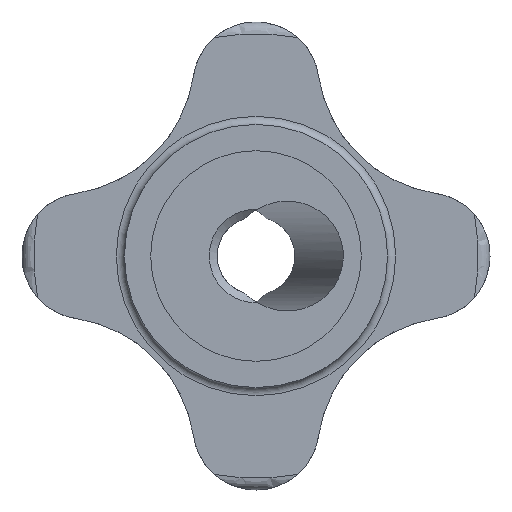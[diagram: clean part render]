
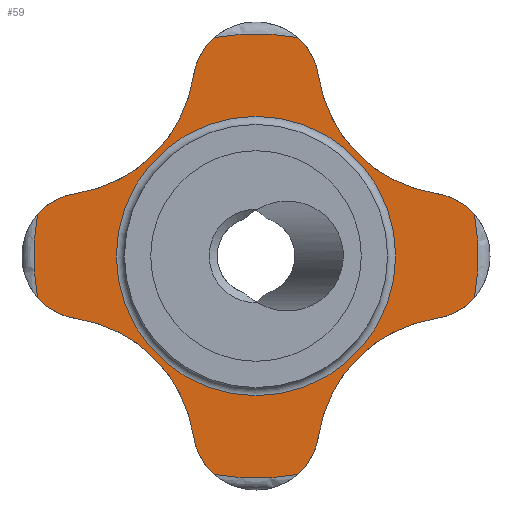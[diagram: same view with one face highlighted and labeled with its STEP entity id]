
A CAD part, front view. The second image highlights one B-rep face of the part: STEP entity #59.
In plain terms, the highlighted planar face has unit normal (0, -1, 0).
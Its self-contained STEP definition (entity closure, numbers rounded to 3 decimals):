
#59 = ADVANCED_FACE( '', ( #135, #136 ), #137, .T. );
#135 = FACE_OUTER_BOUND( '', #231, .T. );
#136 = FACE_BOUND( '', #232, .T. );
#137 = PLANE( '', #233 );
#231 = EDGE_LOOP( '', ( #359, #360, #361, #362, #363, #364, #365, #366, #367, #368, #369, #370, #371, #372, #373, #374 ) );
#232 = EDGE_LOOP( '', ( #375 ) );
#233 = AXIS2_PLACEMENT_3D( '', #376, #377, #378 );
#359 = ORIENTED_EDGE( '', *, *, #591, .F. );
#360 = ORIENTED_EDGE( '', *, *, #592, .T. );
#361 = ORIENTED_EDGE( '', *, *, #593, .F. );
#362 = ORIENTED_EDGE( '', *, *, #563, .T. );
#363 = ORIENTED_EDGE( '', *, *, #594, .F. );
#364 = ORIENTED_EDGE( '', *, *, #595, .T. );
#365 = ORIENTED_EDGE( '', *, *, #596, .F. );
#366 = ORIENTED_EDGE( '', *, *, #597, .T. );
#367 = ORIENTED_EDGE( '', *, *, #598, .F. );
#368 = ORIENTED_EDGE( '', *, *, #599, .T. );
#369 = ORIENTED_EDGE( '', *, *, #600, .F. );
#370 = ORIENTED_EDGE( '', *, *, #601, .T. );
#371 = ORIENTED_EDGE( '', *, *, #582, .F. );
#372 = ORIENTED_EDGE( '', *, *, #602, .T. );
#373 = ORIENTED_EDGE( '', *, *, #587, .F. );
#374 = ORIENTED_EDGE( '', *, *, #603, .T. );
#375 = ORIENTED_EDGE( '', *, *, #604, .F. );
#376 = CARTESIAN_POINT( '', ( 11.938, 15.375, 0. ) );
#377 = DIRECTION( '', ( 0., -1., 0. ) );
#378 = DIRECTION( '', ( 0., 0., -1. ) );
#563 = EDGE_CURVE( '', #661, #665, #667, .F. );
#582 = EDGE_CURVE( '', #700, #701, #702, .F. );
#587 = EDGE_CURVE( '', #707, #709, #710, .F. );
#591 = EDGE_CURVE( '', #715, #716, #717, .F. );
#592 = EDGE_CURVE( '', #715, #718, #719, .T. );
#593 = EDGE_CURVE( '', #661, #718, #720, .F. );
#594 = EDGE_CURVE( '', #721, #665, #722, .F. );
#595 = EDGE_CURVE( '', #721, #723, #724, .T. );
#596 = EDGE_CURVE( '', #725, #723, #726, .F. );
#597 = EDGE_CURVE( '', #725, #727, #728, .F. );
#598 = EDGE_CURVE( '', #729, #727, #730, .F. );
#599 = EDGE_CURVE( '', #729, #731, #732, .T. );
#600 = EDGE_CURVE( '', #733, #731, #734, .F. );
#601 = EDGE_CURVE( '', #733, #701, #735, .F. );
#602 = EDGE_CURVE( '', #700, #709, #736, .T. );
#603 = EDGE_CURVE( '', #707, #716, #737, .F. );
#604 = EDGE_CURVE( '', #738, #738, #739, .T. );
#661 = VERTEX_POINT( '', #831 );
#665 = VERTEX_POINT( '', #857 );
#667 = CIRCLE( '', #860, 12. );
#700 = VERTEX_POINT( '', #1099 );
#701 = VERTEX_POINT( '', #1100 );
#702 = CIRCLE( '', #1101, 5.4 );
#707 = VERTEX_POINT( '', #1129 );
#709 = VERTEX_POINT( '', #1132 );
#710 = CIRCLE( '', #1133, 5.4 );
#715 = VERTEX_POINT( '', #1158 );
#716 = VERTEX_POINT( '', #1159 );
#717 = CIRCLE( '', #1160, 5.4 );
#718 = VERTEX_POINT( '', #1161 );
#719 = CIRCLE( '', #1162, 19. );
#720 = CIRCLE( '', #1163, 5.4 );
#721 = VERTEX_POINT( '', #1164 );
#722 = CIRCLE( '', #1165, 5.4 );
#723 = VERTEX_POINT( '', #1166 );
#724 = CIRCLE( '', #1167, 19. );
#725 = VERTEX_POINT( '', #1168 );
#726 = CIRCLE( '', #1169, 5.4 );
#727 = VERTEX_POINT( '', #1170 );
#728 = CIRCLE( '', #1171, 12. );
#729 = VERTEX_POINT( '', #1172 );
#730 = CIRCLE( '', #1173, 5.4 );
#731 = VERTEX_POINT( '', #1174 );
#732 = CIRCLE( '', #1175, 19. );
#733 = VERTEX_POINT( '', #1176 );
#734 = CIRCLE( '', #1177, 5.4 );
#735 = CIRCLE( '', #1178, 12. );
#736 = CIRCLE( '', #1179, 19. );
#737 = CIRCLE( '', #1180, 12. );
#738 = VERTEX_POINT( '', #1181 );
#739 = CIRCLE( '', #1182, 11.938 );
#831 = CARTESIAN_POINT( '', ( 15.408, 15.375, 5.339 ) );
#857 = CARTESIAN_POINT( '', ( 5.339, 15.375, 15.408 ) );
#860 = AXIS2_PLACEMENT_3D( '', #1426, #1427, #1428 );
#1099 = CARTESIAN_POINT( '', ( -3.555, 15.375, -18.664 ) );
#1100 = CARTESIAN_POINT( '', ( -5.339, 15.375, -15.408 ) );
#1101 = AXIS2_PLACEMENT_3D( '', #1441, #1442, #1443 );
#1129 = CARTESIAN_POINT( '', ( 5.339, 15.375, -15.408 ) );
#1132 = CARTESIAN_POINT( '', ( 3.555, 15.375, -18.664 ) );
#1133 = AXIS2_PLACEMENT_3D( '', #1446, #1447, #1448 );
#1158 = CARTESIAN_POINT( '', ( 18.664, 15.375, -3.555 ) );
#1159 = CARTESIAN_POINT( '', ( 15.408, 15.375, -5.339 ) );
#1160 = AXIS2_PLACEMENT_3D( '', #1449, #1450, #1451 );
#1161 = CARTESIAN_POINT( '', ( 18.664, 15.375, 3.555 ) );
#1162 = AXIS2_PLACEMENT_3D( '', #1452, #1453, #1454 );
#1163 = AXIS2_PLACEMENT_3D( '', #1455, #1456, #1457 );
#1164 = CARTESIAN_POINT( '', ( 3.555, 15.375, 18.664 ) );
#1165 = AXIS2_PLACEMENT_3D( '', #1458, #1459, #1460 );
#1166 = CARTESIAN_POINT( '', ( -3.555, 15.375, 18.664 ) );
#1167 = AXIS2_PLACEMENT_3D( '', #1461, #1462, #1463 );
#1168 = CARTESIAN_POINT( '', ( -5.339, 15.375, 15.408 ) );
#1169 = AXIS2_PLACEMENT_3D( '', #1464, #1465, #1466 );
#1170 = CARTESIAN_POINT( '', ( -15.408, 15.375, 5.339 ) );
#1171 = AXIS2_PLACEMENT_3D( '', #1467, #1468, #1469 );
#1172 = CARTESIAN_POINT( '', ( -18.664, 15.375, 3.555 ) );
#1173 = AXIS2_PLACEMENT_3D( '', #1470, #1471, #1472 );
#1174 = CARTESIAN_POINT( '', ( -18.664, 15.375, -3.555 ) );
#1175 = AXIS2_PLACEMENT_3D( '', #1473, #1474, #1475 );
#1176 = CARTESIAN_POINT( '', ( -15.408, 15.375, -5.339 ) );
#1177 = AXIS2_PLACEMENT_3D( '', #1476, #1477, #1478 );
#1178 = AXIS2_PLACEMENT_3D( '', #1479, #1480, #1481 );
#1179 = AXIS2_PLACEMENT_3D( '', #1482, #1483, #1484 );
#1180 = AXIS2_PLACEMENT_3D( '', #1485, #1486, #1487 );
#1181 = CARTESIAN_POINT( '', ( 0., 15.375, -11.938 ) );
#1182 = AXIS2_PLACEMENT_3D( '', #1488, #1489, #1490 );
#1426 = CARTESIAN_POINT( '', ( 17.204, 15.375, 17.204 ) );
#1427 = DIRECTION( '', ( 0., -1., 0. ) );
#1428 = DIRECTION( '', ( 0., 0., -1. ) );
#1441 = CARTESIAN_POINT( '', ( 0., 15.375, -14.6 ) );
#1442 = DIRECTION( '', ( 0., -1., 0. ) );
#1443 = DIRECTION( '', ( 0., 0., -1. ) );
#1446 = CARTESIAN_POINT( '', ( 0., 15.375, -14.6 ) );
#1447 = DIRECTION( '', ( 0., -1., 0. ) );
#1448 = DIRECTION( '', ( 0., 0., -1. ) );
#1449 = CARTESIAN_POINT( '', ( 14.6, 15.375, 0. ) );
#1450 = DIRECTION( '', ( 0., -1., 0. ) );
#1451 = DIRECTION( '', ( 0., 0., -1. ) );
#1452 = CARTESIAN_POINT( '', ( 0., 15.375, 0. ) );
#1453 = DIRECTION( '', ( 0., -1., 0. ) );
#1454 = DIRECTION( '', ( 0., 0., -1. ) );
#1455 = CARTESIAN_POINT( '', ( 14.6, 15.375, 0. ) );
#1456 = DIRECTION( '', ( 0., -1., 0. ) );
#1457 = DIRECTION( '', ( 0., 0., -1. ) );
#1458 = CARTESIAN_POINT( '', ( 0., 15.375, 14.6 ) );
#1459 = DIRECTION( '', ( 0., -1., 0. ) );
#1460 = DIRECTION( '', ( 0., 0., -1. ) );
#1461 = CARTESIAN_POINT( '', ( 0., 15.375, 0. ) );
#1462 = DIRECTION( '', ( 0., -1., 0. ) );
#1463 = DIRECTION( '', ( 0., 0., -1. ) );
#1464 = CARTESIAN_POINT( '', ( 0., 15.375, 14.6 ) );
#1465 = DIRECTION( '', ( 0., -1., 0. ) );
#1466 = DIRECTION( '', ( 0., 0., -1. ) );
#1467 = CARTESIAN_POINT( '', ( -17.204, 15.375, 17.204 ) );
#1468 = DIRECTION( '', ( 0., -1., 0. ) );
#1469 = DIRECTION( '', ( 0., 0., -1. ) );
#1470 = CARTESIAN_POINT( '', ( -14.6, 15.375, 0. ) );
#1471 = DIRECTION( '', ( 0., -1., 0. ) );
#1472 = DIRECTION( '', ( 0., 0., -1. ) );
#1473 = CARTESIAN_POINT( '', ( 0., 15.375, 0. ) );
#1474 = DIRECTION( '', ( 0., -1., 0. ) );
#1475 = DIRECTION( '', ( 0., 0., -1. ) );
#1476 = CARTESIAN_POINT( '', ( -14.6, 15.375, 0. ) );
#1477 = DIRECTION( '', ( 0., -1., 0. ) );
#1478 = DIRECTION( '', ( 0., 0., -1. ) );
#1479 = CARTESIAN_POINT( '', ( -17.204, 15.375, -17.204 ) );
#1480 = DIRECTION( '', ( 0., -1., 0. ) );
#1481 = DIRECTION( '', ( 0., 0., -1. ) );
#1482 = CARTESIAN_POINT( '', ( 0., 15.375, 0. ) );
#1483 = DIRECTION( '', ( 0., -1., 0. ) );
#1484 = DIRECTION( '', ( 0., 0., -1. ) );
#1485 = CARTESIAN_POINT( '', ( 17.204, 15.375, -17.204 ) );
#1486 = DIRECTION( '', ( 0., -1., 0. ) );
#1487 = DIRECTION( '', ( 0., 0., -1. ) );
#1488 = CARTESIAN_POINT( '', ( 0., 15.375, 0. ) );
#1489 = DIRECTION( '', ( 0., -1., 0. ) );
#1490 = DIRECTION( '', ( 0., 0., -1. ) );
